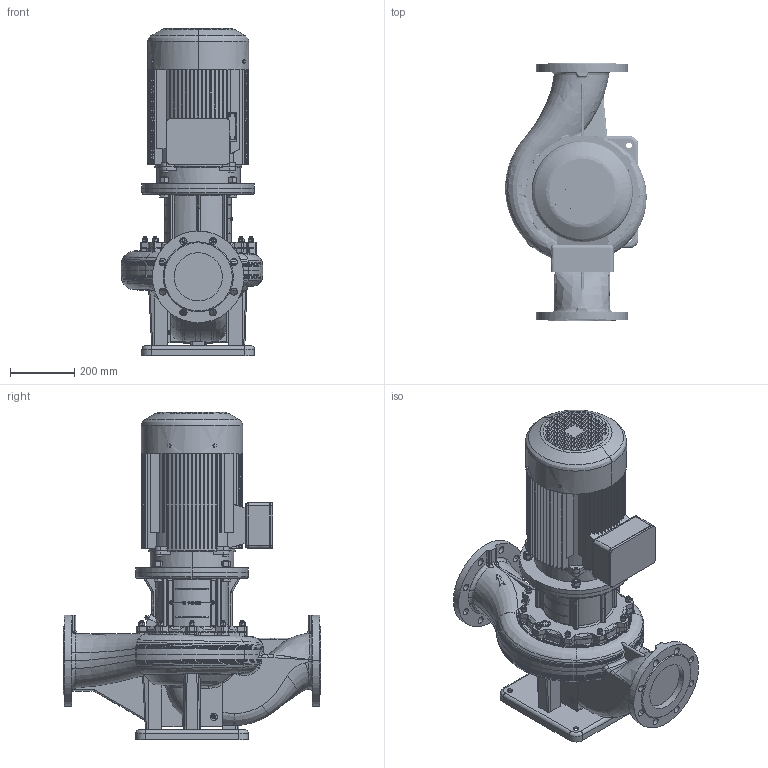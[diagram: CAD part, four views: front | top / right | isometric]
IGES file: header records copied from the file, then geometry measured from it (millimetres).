
Global section: file name: 015P2056 (RV 150-1704); native system: AutoCAD 2021 — Русский (Russian),62HAutod; preprocessor: esk Translation Framework DWG producer (atf_dwg_producer); organization: unknown; date: 20230822.213911; units: millimetre
Bounding box: 440.02 x 800 x 1018 mm (x, y, z)
Volume: 76079943.6 mm3; surface area: 3880756.7 mm2
Topology: 70 solids, 71 shells, 4655 faces, 14170 edges, 10130 vertices
Faces by surface type: bspline 4523, revolution 132
